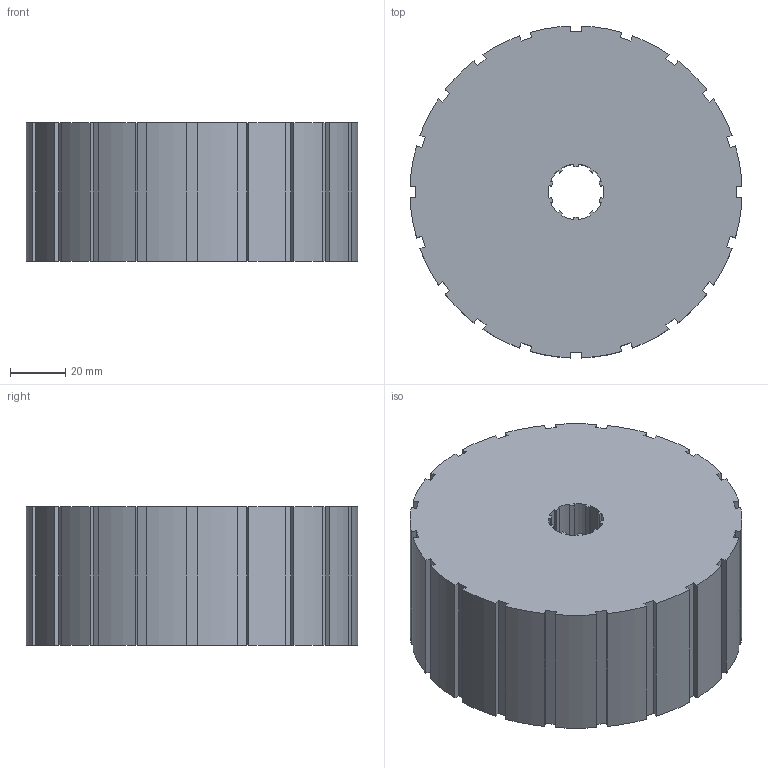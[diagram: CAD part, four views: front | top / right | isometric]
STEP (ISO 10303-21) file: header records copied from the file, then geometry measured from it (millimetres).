
FILE_DESCRIPTION(/* description */ (''),/* implementation_level */ '2;1');
FILE_NAME(/* name */ 'INNERPLA .step',/* time_stamp */ '2018-11-05T12:51:56+00:00',/* author */ ('rebecca.harding'),/* organization */ (''),/* preprocessor_version */ 'ST-DEVELOPER v17.2',/* originating_system */ 'Autodesk Translation Framework v7.6.0.251',/* authorisation */ '');
FILE_SCHEMA (('AUTOMOTIVE_DESIGN { 1 0 10303 214 3 1 1 }'));
Length unit declared in the file: millimetre
Products named in the file (1): INNERPLA
Bounding box: 119.93 x 119.93 x 50 mm (x, y, z)
Volume: 542534.6 mm3; surface area: 48492.2 mm2
Topology: 1 solids, 1 shells, 122 faces, 360 edges, 240 vertices
Faces by surface type: plane 92, cylinder 30
Entity records: 4081 total; most frequent: CARTESIAN_POINT 723, ORIENTED_EDGE 720, DIRECTION 666, EDGE_CURVE 360, LINE 300, VECTOR 300, VERTEX_POINT 240, AXIS2_PLACEMENT_3D 183
